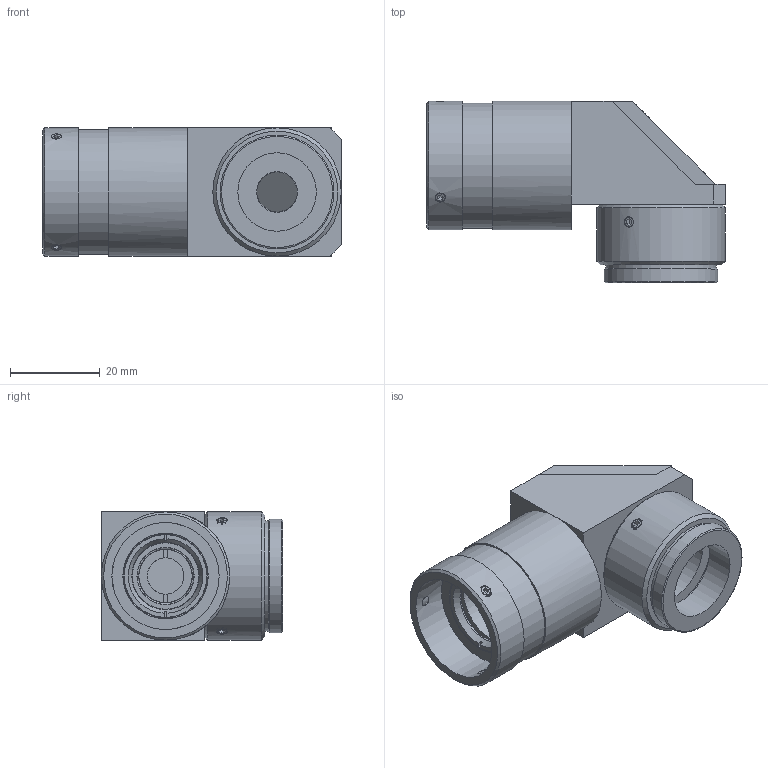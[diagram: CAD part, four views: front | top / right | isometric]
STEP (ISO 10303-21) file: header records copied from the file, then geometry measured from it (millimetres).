
FILE_DESCRIPTION((''),'2;1');
FILE_NAME('62214_0.stp','2010-04-08T08:42:30',('PODLENA'),(''),'Autodesk Inventor 2010','Autodesk Inventor 2010','');
FILE_SCHEMA(('AUTOMOTIVE_DESIGN { 1 0 10303 214 1 1 1 1 }'));
Length unit declared in the file: inch
Products named in the file (10): Assembly1 (LevelofDetail1); 62214 (~1); 62213; 61433; 62216; 62212; 2091; 62211; 7108; 7469
Assembly tree (17 placements, depth 3):
  Assembly1 (LevelofDetail1)
    62214 (~1)
      62213
      61433
      62216
      62212
      2091
      62211
      7108  x6
      7469  x4
Bounding box: 66.47 x 40.36 x 28.57 mm (x, y, z)
Volume: 31943.1 mm3; surface area: 18138.8 mm2
Topology: 16 solids, 16 shells, 266 faces, 597 edges, 388 vertices
Faces by surface type: plane 158, cylinder 49, cone 32, bspline 21, sphere 6
Full cylindrical faces by diameter (mm): 1.93 x4, 2.159 x3, 2.184 x4, 2.845 x6, 4.267 x4, 8.128 x1, 9.042 x1, 9.398 x1, 10.77 x1, 11.938 x1, 12.649 x1, 12.802 x1, 14.808 x1, 14.986 x1, 16.815 x1, 17.475 x2, 18.542 x1, 18.999 x1, 19.101 x1, 23.825 x1, 23.876 x1, 24.587 x1, 24.841 x1, 25.349 x1, 27.813 x1, 28.575 x3
Entity records: 5253 total; most frequent: CARTESIAN_POINT 1487, DIRECTION 742, ORIENTED_EDGE 586, AXIS2_PLACEMENT_3D 299, EDGE_CURVE 293, EDGE_LOOP 281, VERTEX_POINT 228, FACE_OUTER_BOUND 166
